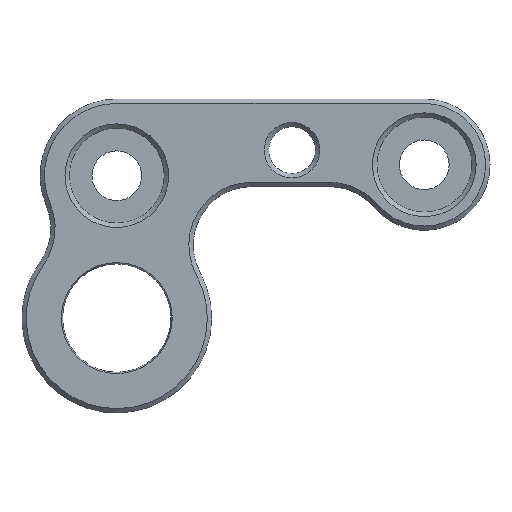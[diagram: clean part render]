
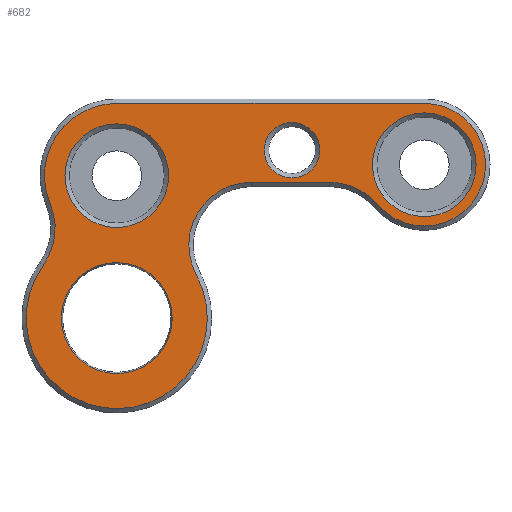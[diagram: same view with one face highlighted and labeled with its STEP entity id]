
A CAD part, left-side view. The second image highlights one B-rep face of the part: STEP entity #682.
In plain terms, the highlighted planar face has unit normal (-1, 0, 0).
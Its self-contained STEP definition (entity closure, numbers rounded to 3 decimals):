
#19=FACE_BOUND('',#128,.T.);
#20=FACE_BOUND('',#129,.T.);
#21=FACE_BOUND('',#130,.T.);
#22=FACE_BOUND('',#131,.T.);
#45=PLANE('',#776);
#79=FACE_OUTER_BOUND('',#127,.T.);
#127=EDGE_LOOP('',(#569,#570,#571,#572,#573,#574,#575,#576));
#128=EDGE_LOOP('',(#577));
#129=EDGE_LOOP('',(#578));
#130=EDGE_LOOP('',(#579));
#131=EDGE_LOOP('',(#580));
#175=CIRCLE('',#760,4.2);
#176=CIRCLE('',#762,4.3);
#177=CIRCLE('',#765,4.3);
#179=CIRCLE('',#768,6.2);
#180=CIRCLE('',#770,4.3);
#183=CIRCLE('',#774,4.95);
#184=CIRCLE('',#777,1.9);
#185=CIRCLE('',#778,3.55);
#186=CIRCLE('',#779,3.55);
#187=CIRCLE('',#780,3.8);
#225=LINE('',#1150,#272);
#229=LINE('',#1162,#276);
#272=VECTOR('',#931,10.);
#276=VECTOR('',#945,10.);
#323=VERTEX_POINT('',#1144);
#325=VERTEX_POINT('',#1148);
#326=VERTEX_POINT('',#1152);
#327=VERTEX_POINT('',#1156);
#328=VERTEX_POINT('',#1160);
#329=VERTEX_POINT('',#1164);
#331=VERTEX_POINT('',#1169);
#332=VERTEX_POINT('',#1174);
#334=VERTEX_POINT('',#1185);
#335=VERTEX_POINT('',#1187);
#336=VERTEX_POINT('',#1189);
#337=VERTEX_POINT('',#1191);
#402=EDGE_CURVE('',#323,#325,#225,.T.);
#404=EDGE_CURVE('',#326,#323,#175,.T.);
#405=EDGE_CURVE('',#327,#326,#176,.T.);
#408=EDGE_CURVE('',#328,#327,#229,.T.);
#409=EDGE_CURVE('',#329,#328,#177,.T.);
#413=EDGE_CURVE('',#331,#329,#179,.T.);
#414=EDGE_CURVE('',#332,#331,#180,.T.);
#418=EDGE_CURVE('',#325,#332,#183,.T.);
#420=EDGE_CURVE('',#334,#334,#184,.T.);
#421=EDGE_CURVE('',#335,#335,#185,.T.);
#422=EDGE_CURVE('',#336,#336,#186,.T.);
#423=EDGE_CURVE('',#337,#337,#187,.T.);
#569=ORIENTED_EDGE('',*,*,#402,.T.);
#570=ORIENTED_EDGE('',*,*,#418,.T.);
#571=ORIENTED_EDGE('',*,*,#414,.T.);
#572=ORIENTED_EDGE('',*,*,#413,.T.);
#573=ORIENTED_EDGE('',*,*,#409,.T.);
#574=ORIENTED_EDGE('',*,*,#408,.T.);
#575=ORIENTED_EDGE('',*,*,#405,.T.);
#576=ORIENTED_EDGE('',*,*,#404,.T.);
#577=ORIENTED_EDGE('',*,*,#420,.T.);
#578=ORIENTED_EDGE('',*,*,#421,.T.);
#579=ORIENTED_EDGE('',*,*,#422,.T.);
#580=ORIENTED_EDGE('',*,*,#423,.T.);
#682=ADVANCED_FACE('',(#79,#19,#20,#21,#22),#45,.F.);
#760=AXIS2_PLACEMENT_3D('',#1154,#935,#936);
#762=AXIS2_PLACEMENT_3D('',#1157,#939,#940);
#765=AXIS2_PLACEMENT_3D('',#1165,#948,#949);
#768=AXIS2_PLACEMENT_3D('',#1172,#956,#957);
#770=AXIS2_PLACEMENT_3D('',#1175,#960,#961);
#774=AXIS2_PLACEMENT_3D('',#1181,#969,#970);
#776=AXIS2_PLACEMENT_3D('',#1184,#974,#975);
#777=AXIS2_PLACEMENT_3D('',#1186,#976,#977);
#778=AXIS2_PLACEMENT_3D('',#1188,#978,#979);
#779=AXIS2_PLACEMENT_3D('',#1190,#980,#981);
#780=AXIS2_PLACEMENT_3D('',#1192,#982,#983);
#931=DIRECTION('',(0.,1.,0.));
#935=DIRECTION('center_axis',(-1.,0.,0.));
#936=DIRECTION('ref_axis',(0.,0.,-1.));
#939=DIRECTION('center_axis',(1.,0.,0.));
#940=DIRECTION('ref_axis',(0.,-0.42,0.907));
#945=DIRECTION('',(0.,-1.,0.));
#948=DIRECTION('center_axis',(1.,0.,0.));
#949=DIRECTION('ref_axis',(0.,0.,1.));
#956=DIRECTION('center_axis',(-1.,0.,0.));
#957=DIRECTION('ref_axis',(0.,0.,-1.));
#960=DIRECTION('center_axis',(1.,0.,0.));
#961=DIRECTION('ref_axis',(0.,-0.994,-0.112));
#969=DIRECTION('center_axis',(-1.,0.,0.));
#970=DIRECTION('ref_axis',(0.,0.,1.));
#974=DIRECTION('center_axis',(1.,0.,0.));
#975=DIRECTION('ref_axis',(0.,0.,1.));
#976=DIRECTION('center_axis',(1.,0.,0.));
#977=DIRECTION('ref_axis',(0.,0.,1.));
#978=DIRECTION('center_axis',(1.,0.,0.));
#979=DIRECTION('ref_axis',(0.,1.,0.));
#980=DIRECTION('center_axis',(1.,0.,0.));
#981=DIRECTION('ref_axis',(0.,1.,0.));
#982=DIRECTION('center_axis',(1.,0.,0.));
#983=DIRECTION('ref_axis',(0.,-1.,0.));
#1144=CARTESIAN_POINT('',(-27.575,-21.056,14.7));
#1148=CARTESIAN_POINT('',(-27.575,0.,14.7));
#1150=CARTESIAN_POINT('',(-27.575,-5.077,14.7));
#1152=CARTESIAN_POINT('',(-27.575,-17.854,7.782));
#1154=CARTESIAN_POINT('Origin',(-27.575,-21.056,10.5));
#1156=CARTESIAN_POINT('',(-27.575,-14.576,9.3));
#1157=CARTESIAN_POINT('Origin',(-27.575,-14.576,5.));
#1160=CARTESIAN_POINT('',(-27.575,-9.233,9.3));
#1162=CARTESIAN_POINT('',(-27.575,-13.484,9.3));
#1164=CARTESIAN_POINT('',(-27.575,-5.452,2.952));
#1165=CARTESIAN_POINT('Origin',(-27.575,-9.233,5.));
#1169=CARTESIAN_POINT('',(-27.575,5.029,3.626));
#1172=CARTESIAN_POINT('Origin',(-27.575,0.,0.));
#1174=CARTESIAN_POINT('',(-27.575,4.558,7.819));
#1175=CARTESIAN_POINT('Origin',(-27.575,8.517,6.141));
#1181=CARTESIAN_POINT('Origin',(-27.575,0.,9.75));
#1184=CARTESIAN_POINT('Origin',(-27.575,-10.153,9.75));
#1185=CARTESIAN_POINT('',(-27.575,-12.,9.6));
#1186=CARTESIAN_POINT('Origin',(-27.575,-12.,11.5));
#1187=CARTESIAN_POINT('',(-27.575,-3.55,9.75));
#1188=CARTESIAN_POINT('Origin',(-27.575,0.,9.75));
#1189=CARTESIAN_POINT('',(-27.575,-24.606,10.5));
#1190=CARTESIAN_POINT('Origin',(-27.575,-21.056,10.5));
#1191=CARTESIAN_POINT('',(-27.575,3.8,0.));
#1192=CARTESIAN_POINT('Origin',(-27.575,0.,0.));
